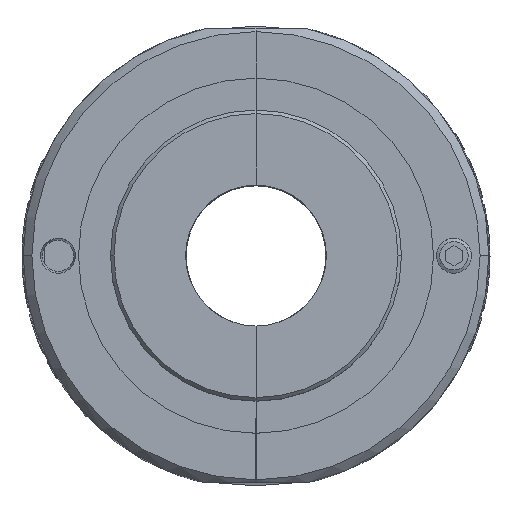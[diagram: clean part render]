
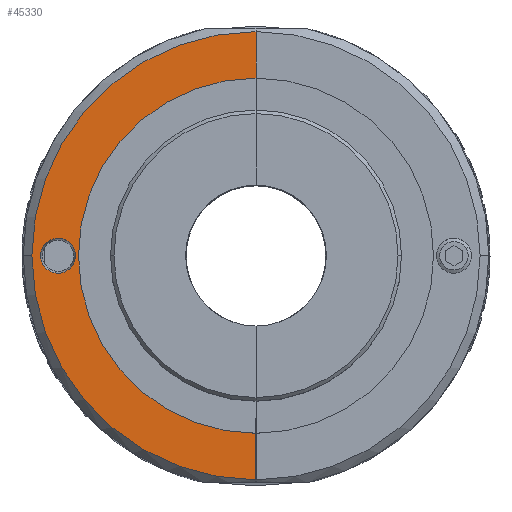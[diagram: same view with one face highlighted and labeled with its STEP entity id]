
A CAD part, top view. The second image highlights one B-rep face of the part: STEP entity #45330.
In plain terms, the highlighted planar face has unit normal (0, 0, 1).
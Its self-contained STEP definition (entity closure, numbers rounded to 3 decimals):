
#1118 = FACE_BOUND ( 'NONE', #54684, .T. ) ;
#1138 = CARTESIAN_POINT ( 'NONE',  ( -15.5, 0., -7.5 ) ) ;
#2473 = CIRCLE ( 'NONE', #8166, 1.5 ) ;
#4614 = CARTESIAN_POINT ( 'NONE',  ( 0., 19.25, -7.5 ) ) ;
#5386 = CARTESIAN_POINT ( 'NONE',  ( 0., 0., -7.5 ) ) ;
#5682 = DIRECTION ( 'NONE',  ( -1., 0., 0. ) ) ;
#5851 = FACE_OUTER_BOUND ( 'NONE', #34817, .T. ) ;
#7122 = VERTEX_POINT ( 'NONE', #10045 ) ;
#7791 = DIRECTION ( 'NONE',  ( 1., 0., 0. ) ) ;
#8069 = AXIS2_PLACEMENT_3D ( 'NONE', #37536, #19321, #19615 ) ;
#8166 = AXIS2_PLACEMENT_3D ( 'NONE', #33333, #8522, #33909 ) ;
#8522 = DIRECTION ( 'NONE',  ( 0., 0., 1. ) ) ;
#8662 = CARTESIAN_POINT ( 'NONE',  ( 0., 0., -7.5 ) ) ;
#9296 = CIRCLE ( 'NONE', #13021, 19.25 ) ;
#10045 = CARTESIAN_POINT ( 'NONE',  ( -19.25, 0., -7.5 ) ) ;
#11120 = CARTESIAN_POINT ( 'NONE',  ( 0., 15.25, -7.5 ) ) ;
#12909 = ORIENTED_EDGE ( 'NONE', *, *, #46710, .T. ) ;
#13021 = AXIS2_PLACEMENT_3D ( 'NONE', #5386, #45964, #5682 ) ;
#13066 = ORIENTED_EDGE ( 'NONE', *, *, #49107, .F. ) ;
#14852 = AXIS2_PLACEMENT_3D ( 'NONE', #8662, #39249, #7791 ) ;
#14967 = PLANE ( 'NONE',  #48403 ) ;
#15178 = EDGE_CURVE ( 'NONE', #56873, #7122, #9296, .T. ) ;
#16459 = VERTEX_POINT ( 'NONE', #17536 ) ;
#16754 = LINE ( 'NONE', #34680, #21575 ) ;
#17032 = ORIENTED_EDGE ( 'NONE', *, *, #51562, .T. ) ;
#17536 = CARTESIAN_POINT ( 'NONE',  ( -18.5, 0., -7.5 ) ) ;
#17722 = CIRCLE ( 'NONE', #14852, 15.25 ) ;
#19321 = DIRECTION ( 'NONE',  ( 0., 0., 1. ) ) ;
#19615 = DIRECTION ( 'NONE',  ( 1., 0., 0. ) ) ;
#21009 = CARTESIAN_POINT ( 'NONE',  ( 0., 15.25, -7.5 ) ) ;
#21575 = VECTOR ( 'NONE', #52598, 1000. ) ;
#22134 = DIRECTION ( 'NONE',  ( -1., 0., 0. ) ) ;
#23005 = DIRECTION ( 'NONE',  ( 0., 0., 1. ) ) ;
#24566 = EDGE_CURVE ( 'NONE', #39002, #56873, #16754, .T. ) ;
#25942 = ORIENTED_EDGE ( 'NONE', *, *, #15178, .T. ) ;
#25960 = CIRCLE ( 'NONE', #8069, 1.5 ) ;
#29174 = CIRCLE ( 'NONE', #30962, 19.25 ) ;
#30962 = AXIS2_PLACEMENT_3D ( 'NONE', #35330, #23005, #22134 ) ;
#30972 = VERTEX_POINT ( 'NONE', #49189 ) ;
#33333 = CARTESIAN_POINT ( 'NONE',  ( -17., 0., -7.5 ) ) ;
#33909 = DIRECTION ( 'NONE',  ( 1., 0., 0. ) ) ;
#34680 = CARTESIAN_POINT ( 'NONE',  ( 0., 15.25, -7.5 ) ) ;
#34817 = EDGE_LOOP ( 'NONE', ( #55438, #25942, #17032, #12909, #13066 ) ) ;
#35330 = CARTESIAN_POINT ( 'NONE',  ( 0., 0., -7.5 ) ) ;
#37536 = CARTESIAN_POINT ( 'NONE',  ( -17., 0., -7.5 ) ) ;
#39002 = VERTEX_POINT ( 'NONE', #44105 ) ;
#39203 = DIRECTION ( 'NONE',  ( 0., 1., 0. ) ) ;
#39249 = DIRECTION ( 'NONE',  ( 0., 0., 1. ) ) ;
#39949 = VECTOR ( 'NONE', #39203, 1000. ) ;
#44105 = CARTESIAN_POINT ( 'NONE',  ( 0., 15.25, -7.5 ) ) ;
#45255 = VERTEX_POINT ( 'NONE', #45559 ) ;
#45330 = ADVANCED_FACE ( 'NONE', ( #1118, #5851 ), #14967, .F. ) ;
#45559 = CARTESIAN_POINT ( 'NONE',  ( 0., -19.25, -7.5 ) ) ;
#45964 = DIRECTION ( 'NONE',  ( 0., 0., 1. ) ) ;
#46710 = EDGE_CURVE ( 'NONE', #45255, #30972, #52140, .T. ) ;
#46976 = DIRECTION ( 'NONE',  ( 0., 0., -1. ) ) ;
#47829 = EDGE_CURVE ( 'NONE', #57564, #16459, #2473, .T. ) ;
#48403 = AXIS2_PLACEMENT_3D ( 'NONE', #11120, #46976, #55809 ) ;
#49107 = EDGE_CURVE ( 'NONE', #39002, #30972, #17722, .T. ) ;
#49189 = CARTESIAN_POINT ( 'NONE',  ( 0., -15.25, -7.5 ) ) ;
#51562 = EDGE_CURVE ( 'NONE', #7122, #45255, #29174, .T. ) ;
#52140 = LINE ( 'NONE', #21009, #39949 ) ;
#52598 = DIRECTION ( 'NONE',  ( 0., 1., 0. ) ) ;
#54684 = EDGE_LOOP ( 'NONE', ( #55462, #55625 ) ) ;
#55438 = ORIENTED_EDGE ( 'NONE', *, *, #24566, .T. ) ;
#55462 = ORIENTED_EDGE ( 'NONE', *, *, #47829, .F. ) ;
#55625 = ORIENTED_EDGE ( 'NONE', *, *, #56980, .F. ) ;
#55809 = DIRECTION ( 'NONE',  ( -1., 0., 0. ) ) ;
#56873 = VERTEX_POINT ( 'NONE', #4614 ) ;
#56980 = EDGE_CURVE ( 'NONE', #16459, #57564, #25960, .T. ) ;
#57564 = VERTEX_POINT ( 'NONE', #1138 ) ;
